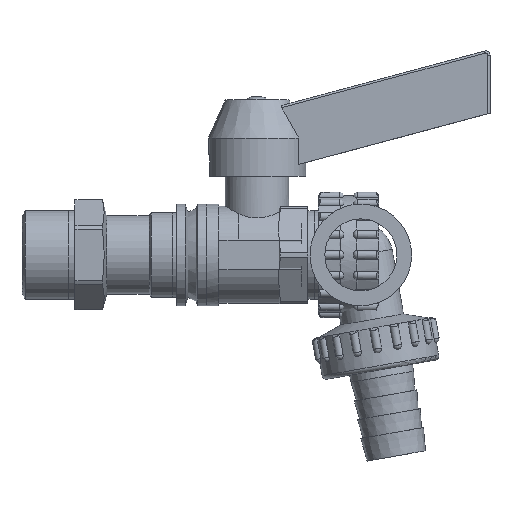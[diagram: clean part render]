
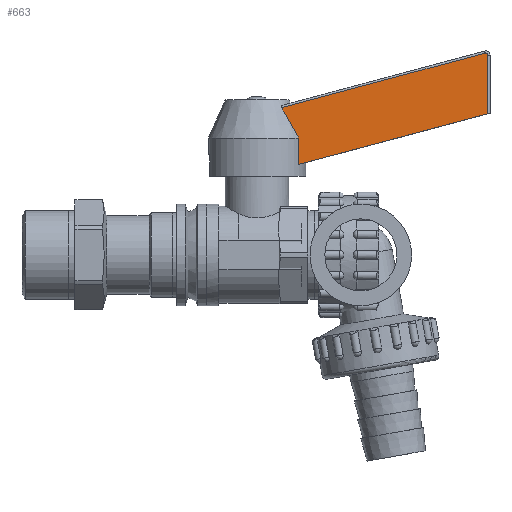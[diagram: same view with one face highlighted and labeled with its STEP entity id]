
A CAD part, left-side view. The second image highlights one B-rep face of the part: STEP entity #663.
In plain terms, the highlighted face is planar.
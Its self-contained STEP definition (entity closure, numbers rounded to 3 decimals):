
#663 = ADVANCED_FACE( '', ( #1445 ), #1446, .T. );
#1445 = FACE_OUTER_BOUND( '', #2329, .T. );
#1446 = PLANE( '', #2330 );
#2329 = EDGE_LOOP( '', ( #3983, #3984, #3985, #3986, #3987, #3988, #3989 ) );
#2330 = AXIS2_PLACEMENT_3D( '', #3990, #3991, #3992 );
#3983 = ORIENTED_EDGE( '', *, *, #4862, .T. );
#3984 = ORIENTED_EDGE( '', *, *, #4536, .T. );
#3985 = ORIENTED_EDGE( '', *, *, #4559, .F. );
#3986 = ORIENTED_EDGE( '', *, *, #5012, .T. );
#3987 = ORIENTED_EDGE( '', *, *, #5011, .F. );
#3988 = ORIENTED_EDGE( '', *, *, #4762, .F. );
#3989 = ORIENTED_EDGE( '', *, *, #4565, .T. );
#3990 = CARTESIAN_POINT( '', ( 5.555, 45.469, 6. ) );
#3991 = DIRECTION( '', ( 0., 0., 1. ) );
#3992 = DIRECTION( '', ( 1., 0., 0. ) );
#4536 = EDGE_CURVE( '', #5307, #5305, #5308, .T. );
#4559 = EDGE_CURVE( '', #5343, #5305, #5345, .T. );
#4565 = EDGE_CURVE( '', #5356, #5354, #5357, .T. );
#4762 = EDGE_CURVE( '', #5356, #5665, #5668, .T. );
#4862 = EDGE_CURVE( '', #5354, #5307, #5816, .T. );
#5011 = EDGE_CURVE( '', #5665, #6004, #6005, .T. );
#5012 = EDGE_CURVE( '', #5343, #6004, #6006, .T. );
#5305 = VERTEX_POINT( '', #6475 );
#5307 = VERTEX_POINT( '', #6477 );
#5308 = CIRCLE( '', #6478, 0.5 );
#5343 = VERTEX_POINT( '', #6542 );
#5345 = LINE( '', #6604, #6605 );
#5354 = VERTEX_POINT( '', #6616 );
#5356 = VERTEX_POINT( '', #6618 );
#5357 = LINE( '', #6619, #6620 );
#5665 = VERTEX_POINT( '', #7270 );
#5668 = LINE( '', #7274, #7275 );
#5816 = LINE( '', #7696, #7697 );
#6004 = VERTEX_POINT( '', #8128 );
#6005 = B_SPLINE_CURVE_WITH_KNOTS( '', 3, ( #8129, #8130, #8131, #8132, #8133, #8134, #8135, #8136, #8137, #8138, #8139, #8140, #8141, #8142, #8143, #8144, #8145, #8146, #8147, #8148, #8149, #8150, #8151, #8152, #8153, #8154, #8155, #8156, #8157, #8158, #8159 ), .UNSPECIFIED., .F., .F., ( 4, 3, 3, 3, 3, 3, 3, 3, 3, 3, 4 ), ( 0., 0.832, 1.664, 2.497, 3.329, 4.161, 4.994, 5.41, 5.826, 6.242, 6.658 ), .UNSPECIFIED. );
#6006 = B_SPLINE_CURVE_WITH_KNOTS( '', 3, ( #8160, #8161, #8162, #8163, #8164, #8165, #8166, #8167, #8168, #8169, #8170, #8171, #8172 ), .UNSPECIFIED., .F., .F., ( 4, 3, 3, 3, 4 ), ( 0., 0.392, 0.783, 1.175, 1.567 ), .UNSPECIFIED. );
#6475 = CARTESIAN_POINT( '', ( 53.871, 57.897, 6. ) );
#6477 = CARTESIAN_POINT( '', ( 54.5, 57.414, 6. ) );
#6478 = AXIS2_PLACEMENT_3D( '', #8500, #8501, #8502 );
#6542 = CARTESIAN_POINT( '', ( 5.763, 45.007, 6. ) );
#6604 = CARTESIAN_POINT( '', ( 2.402, 44.106, 6. ) );
#6605 = VECTOR( '', #8533, 1000. );
#6616 = CARTESIAN_POINT( '', ( 54.5, 43.572, 6. ) );
#6618 = CARTESIAN_POINT( '', ( 9.811, 31.597, 6. ) );
#6619 = CARTESIAN_POINT( '', ( 2.402, 29.612, 6. ) );
#6620 = VECTOR( '', #8542, 1000. );
#7270 = CARTESIAN_POINT( '', ( 9.811, 37.85, 6. ) );
#7274 = CARTESIAN_POINT( '', ( 9.811, 37.85, 6. ) );
#7275 = VECTOR( '', #8801, 1000. );
#7696 = CARTESIAN_POINT( '', ( 54.5, 37.85, 6. ) );
#7697 = VECTOR( '', #8945, 1000. );
#8128 = CARTESIAN_POINT( '', ( 6.589, 43.675, 6. ) );
#8129 = CARTESIAN_POINT( '', ( 9.811, 37.85, 6. ) );
#8130 = CARTESIAN_POINT( '', ( 9.683, 38.096, 6. ) );
#8131 = CARTESIAN_POINT( '', ( 9.554, 38.342, 6. ) );
#8132 = CARTESIAN_POINT( '', ( 9.425, 38.587, 6. ) );
#8133 = CARTESIAN_POINT( '', ( 9.295, 38.833, 6. ) );
#8134 = CARTESIAN_POINT( '', ( 9.165, 39.078, 6. ) );
#8135 = CARTESIAN_POINT( '', ( 9.035, 39.322, 6. ) );
#8136 = CARTESIAN_POINT( '', ( 8.904, 39.567, 6. ) );
#8137 = CARTESIAN_POINT( '', ( 8.773, 39.812, 6. ) );
#8138 = CARTESIAN_POINT( '', ( 8.641, 40.056, 6. ) );
#8139 = CARTESIAN_POINT( '', ( 8.509, 40.3, 6. ) );
#8140 = CARTESIAN_POINT( '', ( 8.376, 40.543, 6. ) );
#8141 = CARTESIAN_POINT( '', ( 8.242, 40.786, 6. ) );
#8142 = CARTESIAN_POINT( '', ( 8.109, 41.03, 6. ) );
#8143 = CARTESIAN_POINT( '', ( 7.974, 41.272, 6. ) );
#8144 = CARTESIAN_POINT( '', ( 7.839, 41.514, 6. ) );
#8145 = CARTESIAN_POINT( '', ( 7.703, 41.756, 6. ) );
#8146 = CARTESIAN_POINT( '', ( 7.567, 41.998, 6. ) );
#8147 = CARTESIAN_POINT( '', ( 7.429, 42.239, 6. ) );
#8148 = CARTESIAN_POINT( '', ( 7.36, 42.359, 6. ) );
#8149 = CARTESIAN_POINT( '', ( 7.291, 42.479, 6. ) );
#8150 = CARTESIAN_POINT( '', ( 7.222, 42.599, 6. ) );
#8151 = CARTESIAN_POINT( '', ( 7.152, 42.72, 6. ) );
#8152 = CARTESIAN_POINT( '', ( 7.083, 42.839, 6. ) );
#8153 = CARTESIAN_POINT( '', ( 7.013, 42.959, 6. ) );
#8154 = CARTESIAN_POINT( '', ( 6.943, 43.079, 6. ) );
#8155 = CARTESIAN_POINT( '', ( 6.872, 43.198, 6. ) );
#8156 = CARTESIAN_POINT( '', ( 6.802, 43.318, 6. ) );
#8157 = CARTESIAN_POINT( '', ( 6.731, 43.437, 6. ) );
#8158 = CARTESIAN_POINT( '', ( 6.66, 43.556, 6. ) );
#8159 = CARTESIAN_POINT( '', ( 6.589, 43.675, 6. ) );
#8160 = CARTESIAN_POINT( '', ( 5.763, 45.007, 6. ) );
#8161 = CARTESIAN_POINT( '', ( 5.833, 44.897, 6. ) );
#8162 = CARTESIAN_POINT( '', ( 5.903, 44.787, 6. ) );
#8163 = CARTESIAN_POINT( '', ( 5.973, 44.676, 6. ) );
#8164 = CARTESIAN_POINT( '', ( 6.043, 44.566, 6. ) );
#8165 = CARTESIAN_POINT( '', ( 6.112, 44.455, 6. ) );
#8166 = CARTESIAN_POINT( '', ( 6.181, 44.344, 6. ) );
#8167 = CARTESIAN_POINT( '', ( 6.249, 44.233, 6. ) );
#8168 = CARTESIAN_POINT( '', ( 6.318, 44.122, 6. ) );
#8169 = CARTESIAN_POINT( '', ( 6.386, 44.01, 6. ) );
#8170 = CARTESIAN_POINT( '', ( 6.454, 43.899, 6. ) );
#8171 = CARTESIAN_POINT( '', ( 6.521, 43.787, 6. ) );
#8172 = CARTESIAN_POINT( '', ( 6.589, 43.675, 6. ) );
#8500 = CARTESIAN_POINT( '', ( 54., 57.414, 6. ) );
#8501 = DIRECTION( '', ( 0., 0., 1. ) );
#8502 = DIRECTION( '', ( -1., 0., 0. ) );
#8533 = DIRECTION( '', ( 0.966, 0.259, 0. ) );
#8542 = DIRECTION( '', ( 0.966, 0.259, 0. ) );
#8801 = DIRECTION( '', ( 0., 1., 0. ) );
#8945 = DIRECTION( '', ( 0., 1., 0. ) );
